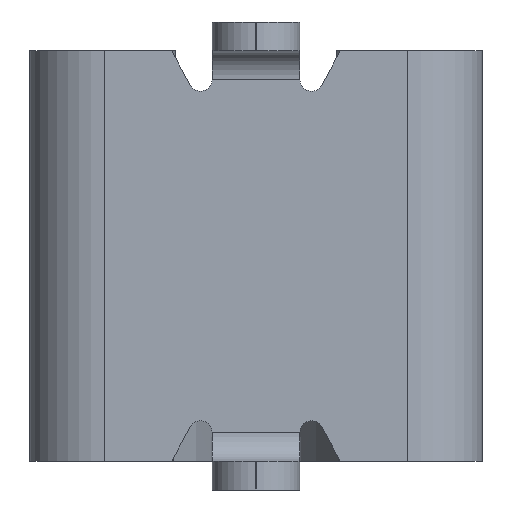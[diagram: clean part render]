
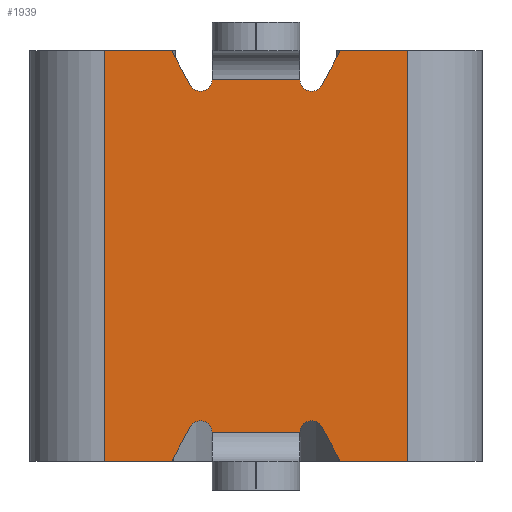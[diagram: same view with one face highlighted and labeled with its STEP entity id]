
A CAD part, front view. The second image highlights one B-rep face of the part: STEP entity #1939.
In plain terms, the highlighted planar face has unit normal (0, -1, 0).
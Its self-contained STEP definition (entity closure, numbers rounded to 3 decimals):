
#87=FACE_OUTER_BOUND('',#193,.T.);
#193=EDGE_LOOP('',(#1269,#1270,#1271,#1272,#1273,#1274,#1275,#1276,#1277,
#1278,#1279,#1280,#1281,#1282,#1283,#1284,#1285,#1286,#1287,#1288));
#301=CIRCLE('',#2066,0.2);
#302=CIRCLE('',#2067,0.2);
#303=CIRCLE('',#2068,0.2);
#304=CIRCLE('',#2069,0.2);
#407=LINE('',#2927,#585);
#408=LINE('',#2931,#586);
#409=LINE('',#2935,#587);
#410=LINE('',#2937,#588);
#411=LINE('',#2939,#589);
#412=LINE('',#2941,#590);
#413=LINE('',#2943,#591);
#414=LINE('',#2947,#592);
#415=LINE('',#2951,#593);
#416=LINE('',#2953,#594);
#417=LINE('',#2955,#595);
#418=LINE('',#2957,#596);
#419=LINE('',#2959,#597);
#420=LINE('',#2961,#598);
#421=LINE('',#2963,#599);
#422=LINE('',#2964,#600);
#585=VECTOR('',#2295,10.);
#586=VECTOR('',#2298,10.);
#587=VECTOR('',#2301,10.);
#588=VECTOR('',#2302,10.);
#589=VECTOR('',#2303,1.29);
#590=VECTOR('',#2304,10.);
#591=VECTOR('',#2305,10.);
#592=VECTOR('',#2308,10.);
#593=VECTOR('',#2311,10.);
#594=VECTOR('',#2312,10.);
#595=VECTOR('',#2313,10.);
#596=VECTOR('',#2314,10.);
#597=VECTOR('',#2315,1.29);
#598=VECTOR('',#2316,10.);
#599=VECTOR('',#2317,10.);
#600=VECTOR('',#2318,10.);
#763=VERTEX_POINT('',#2925);
#764=VERTEX_POINT('',#2926);
#765=VERTEX_POINT('',#2928);
#766=VERTEX_POINT('',#2930);
#767=VERTEX_POINT('',#2932);
#768=VERTEX_POINT('',#2934);
#769=VERTEX_POINT('',#2936);
#770=VERTEX_POINT('',#2938);
#771=VERTEX_POINT('',#2940);
#772=VERTEX_POINT('',#2942);
#773=VERTEX_POINT('',#2944);
#774=VERTEX_POINT('',#2946);
#775=VERTEX_POINT('',#2948);
#776=VERTEX_POINT('',#2950);
#777=VERTEX_POINT('',#2952);
#778=VERTEX_POINT('',#2954);
#779=VERTEX_POINT('',#2956);
#780=VERTEX_POINT('',#2958);
#781=VERTEX_POINT('',#2960);
#782=VERTEX_POINT('',#2962);
#963=EDGE_CURVE('',#763,#764,#407,.T.);
#964=EDGE_CURVE('',#764,#765,#301,.T.);
#965=EDGE_CURVE('',#766,#765,#408,.T.);
#966=EDGE_CURVE('',#766,#767,#302,.T.);
#967=EDGE_CURVE('',#767,#768,#409,.T.);
#968=EDGE_CURVE('',#768,#769,#410,.T.);
#969=EDGE_CURVE('',#769,#770,#411,.T.);
#970=EDGE_CURVE('',#771,#770,#412,.T.);
#971=EDGE_CURVE('',#771,#772,#413,.T.);
#972=EDGE_CURVE('',#772,#773,#303,.T.);
#973=EDGE_CURVE('',#774,#773,#414,.T.);
#974=EDGE_CURVE('',#774,#775,#304,.T.);
#975=EDGE_CURVE('',#775,#776,#415,.T.);
#976=EDGE_CURVE('',#777,#776,#416,.T.);
#977=EDGE_CURVE('',#777,#778,#417,.T.);
#978=EDGE_CURVE('',#779,#778,#418,.T.);
#979=EDGE_CURVE('',#780,#779,#419,.T.);
#980=EDGE_CURVE('',#780,#781,#420,.T.);
#981=EDGE_CURVE('',#781,#782,#421,.T.);
#982=EDGE_CURVE('',#782,#763,#422,.T.);
#1269=ORIENTED_EDGE('',*,*,#963,.T.);
#1270=ORIENTED_EDGE('',*,*,#964,.T.);
#1271=ORIENTED_EDGE('',*,*,#965,.F.);
#1272=ORIENTED_EDGE('',*,*,#966,.T.);
#1273=ORIENTED_EDGE('',*,*,#967,.T.);
#1274=ORIENTED_EDGE('',*,*,#968,.T.);
#1275=ORIENTED_EDGE('',*,*,#969,.T.);
#1276=ORIENTED_EDGE('',*,*,#970,.F.);
#1277=ORIENTED_EDGE('',*,*,#971,.T.);
#1278=ORIENTED_EDGE('',*,*,#972,.T.);
#1279=ORIENTED_EDGE('',*,*,#973,.F.);
#1280=ORIENTED_EDGE('',*,*,#974,.T.);
#1281=ORIENTED_EDGE('',*,*,#975,.T.);
#1282=ORIENTED_EDGE('',*,*,#976,.F.);
#1283=ORIENTED_EDGE('',*,*,#977,.T.);
#1284=ORIENTED_EDGE('',*,*,#978,.F.);
#1285=ORIENTED_EDGE('',*,*,#979,.F.);
#1286=ORIENTED_EDGE('',*,*,#980,.T.);
#1287=ORIENTED_EDGE('',*,*,#981,.T.);
#1288=ORIENTED_EDGE('',*,*,#982,.T.);
#1881=PLANE('',#2065);
#1939=ADVANCED_FACE('',(#87),#1881,.T.);
#2065=AXIS2_PLACEMENT_3D('',#2924,#2293,#2294);
#2066=AXIS2_PLACEMENT_3D('',#2929,#2296,#2297);
#2067=AXIS2_PLACEMENT_3D('',#2933,#2299,#2300);
#2068=AXIS2_PLACEMENT_3D('',#2945,#2306,#2307);
#2069=AXIS2_PLACEMENT_3D('',#2949,#2309,#2310);
#2293=DIRECTION('center_axis',(0.,-1.,0.));
#2294=DIRECTION('ref_axis',(1.,0.,0.));
#2295=DIRECTION('',(0.478,0.,0.878));
#2296=DIRECTION('center_axis',(0.,1.,0.));
#2297=DIRECTION('ref_axis',(1.,0.,0.));
#2298=DIRECTION('',(-1.,0.,0.));
#2299=DIRECTION('center_axis',(0.,1.,0.));
#2300=DIRECTION('ref_axis',(1.,0.,0.));
#2301=DIRECTION('',(0.478,0.,-0.878));
#2302=DIRECTION('',(1.,0.,0.));
#2303=DIRECTION('',(0.,0.,1.));
#2304=DIRECTION('',(1.,0.,0.));
#2305=DIRECTION('',(-0.478,0.,-0.878));
#2306=DIRECTION('center_axis',(0.,1.,0.));
#2307=DIRECTION('ref_axis',(1.,0.,0.));
#2308=DIRECTION('',(1.,0.,0.));
#2309=DIRECTION('center_axis',(0.,1.,0.));
#2310=DIRECTION('ref_axis',(1.,0.,0.));
#2311=DIRECTION('',(-0.478,0.,0.878));
#2312=DIRECTION('',(1.,0.,0.017));
#2313=DIRECTION('',(0.,0.,1.));
#2314=DIRECTION('',(1.,0.,0.));
#2315=DIRECTION('',(0.,0.,1.));
#2316=DIRECTION('',(1.,0.,0.));
#2317=DIRECTION('',(0.,0.,1.));
#2318=DIRECTION('',(1.,0.,-0.017));
#2924=CARTESIAN_POINT('Origin',(-3.935,0.002,0.));
#2925=CARTESIAN_POINT('',(-1.462,0.002,0.));
#2926=CARTESIAN_POINT('',(-1.138,0.002,0.596));
#2927=CARTESIAN_POINT('',(-1.709,0.002,-0.453));
#2928=CARTESIAN_POINT('',(-0.762,0.002,0.5));
#2929=CARTESIAN_POINT('Origin',(-0.962,0.002,
0.5));
#2930=CARTESIAN_POINT('',(0.762,0.002,0.5));
#2931=CARTESIAN_POINT('',(-1.968,0.002,0.5));
#2932=CARTESIAN_POINT('',(1.138,0.002,0.596));
#2933=CARTESIAN_POINT('Origin',(0.962,0.002,0.5));
#2934=CARTESIAN_POINT('',(1.462,0.002,0.));
#2935=CARTESIAN_POINT('',(0.683,0.002,1.431));
#2936=CARTESIAN_POINT('',(2.631,0.002,0.));
#2937=CARTESIAN_POINT('',(1.332,0.002,0.));
#2938=CARTESIAN_POINT('',(2.631,0.002,7.11));
#2939=CARTESIAN_POINT('',(2.631,0.002,0.));
#2940=CARTESIAN_POINT('',(1.462,0.002,7.11));
#2941=CARTESIAN_POINT('',(-3.935,0.002,7.11));
#2942=CARTESIAN_POINT('',(1.138,0.002,6.514));
#2943=CARTESIAN_POINT('',(-0.811,0.002,2.937));
#2944=CARTESIAN_POINT('',(0.762,0.002,6.61));
#2945=CARTESIAN_POINT('Origin',(0.962,0.002,6.61));
#2946=CARTESIAN_POINT('',(-0.762,0.002,6.61));
#2947=CARTESIAN_POINT('',(-1.968,0.002,6.61));
#2948=CARTESIAN_POINT('',(-1.138,0.002,6.514));
#2949=CARTESIAN_POINT('Origin',(-0.962,0.002,
6.61));
#2950=CARTESIAN_POINT('',(-1.462,0.002,7.11));
#2951=CARTESIAN_POINT('',(-0.215,0.002,4.821));
#2952=CARTESIAN_POINT('',(-1.522,0.002,7.109));
#2953=CARTESIAN_POINT('',(-1.305,0.002,7.113));
#2954=CARTESIAN_POINT('',(-1.522,0.002,7.11));
#2955=CARTESIAN_POINT('',(-1.522,0.002,3.555));
#2956=CARTESIAN_POINT('',(-2.631,0.002,7.11));
#2957=CARTESIAN_POINT('',(-3.935,0.002,7.11));
#2958=CARTESIAN_POINT('',(-2.631,0.002,0.));
#2959=CARTESIAN_POINT('',(-2.631,0.002,0.));
#2960=CARTESIAN_POINT('',(-1.522,0.002,0.));
#2961=CARTESIAN_POINT('',(-3.935,0.002,0.));
#2962=CARTESIAN_POINT('',(-1.522,0.002,0.001));
#2963=CARTESIAN_POINT('',(-1.522,0.002,0.));
#2964=CARTESIAN_POINT('',(-1.305,0.002,-0.003));
